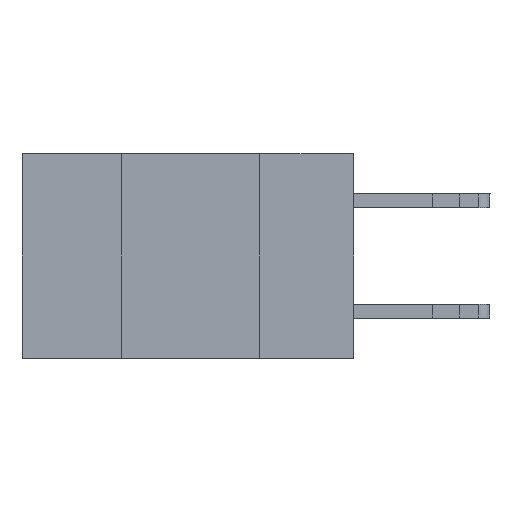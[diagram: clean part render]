
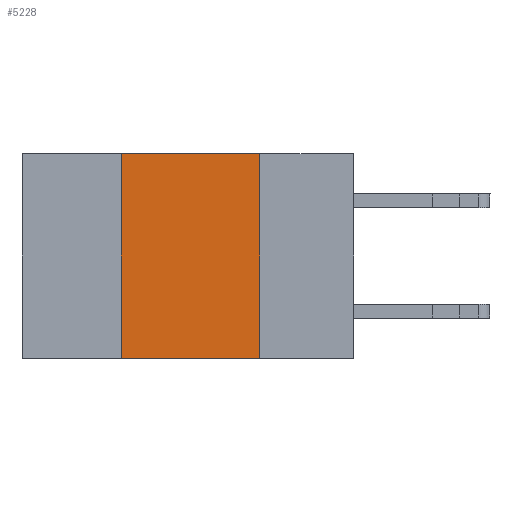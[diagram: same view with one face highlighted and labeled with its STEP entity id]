
A CAD part, left-side view. The second image highlights one B-rep face of the part: STEP entity #5228.
In plain terms, the highlighted planar face has unit normal (-1, 0, 0).
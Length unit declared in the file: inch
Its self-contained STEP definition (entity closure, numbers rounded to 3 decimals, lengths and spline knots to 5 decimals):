
#1316 = CARTESIAN_POINT ( 'NONE',  ( 0., 0.6, -0.37 ) ) ;
#1368 = VECTOR ( 'NONE', #16619, 39.37008 ) ;
#1575 = VERTEX_POINT ( 'NONE', #3014 ) ;
#2650 = EDGE_CURVE ( 'NONE', #6872, #15204, #10931, .T. ) ;
#3014 = CARTESIAN_POINT ( 'NONE',  ( 0., 0.42, 0. ) ) ;
#3126 = EDGE_CURVE ( 'NONE', #1575, #6872, #6697, .T. ) ;
#3392 = FACE_OUTER_BOUND ( 'NONE', #11679, .T. ) ;
#5228 = ADVANCED_FACE ( 'NONE', ( #3392 ), #7152, .F. ) ;
#5775 = CARTESIAN_POINT ( 'NONE',  ( 0., 0.6, 0. ) ) ;
#6697 = LINE ( 'NONE', #5775, #13849 ) ;
#6756 = DIRECTION ( 'NONE',  ( 0., 0., 1. ) ) ;
#6872 = VERTEX_POINT ( 'NONE', #20790 ) ;
#7152 = PLANE ( 'NONE',  #12729 ) ;
#7422 = VECTOR ( 'NONE', #6756, 39.37008 ) ;
#8725 = LINE ( 'NONE', #16918, #7422 ) ;
#8963 = VERTEX_POINT ( 'NONE', #12062 ) ;
#9041 = DIRECTION ( 'NONE',  ( 0., 0., -1. ) ) ;
#10931 = LINE ( 'NONE', #18088, #1368 ) ;
#11083 = ORIENTED_EDGE ( 'NONE', *, *, #2650, .F. ) ;
#11350 = ORIENTED_EDGE ( 'NONE', *, *, #3126, .F. ) ;
#11476 = ORIENTED_EDGE ( 'NONE', *, *, #17511, .F. ) ;
#11679 = EDGE_LOOP ( 'NONE', ( #11083, #11350, #11476, #16822 ) ) ;
#11731 = DIRECTION ( 'NONE',  ( 0., -1., 0. ) ) ;
#12062 = CARTESIAN_POINT ( 'NONE',  ( 0., 0.42, -0.37 ) ) ;
#12490 = VECTOR ( 'NONE', #11731, 39.37008 ) ;
#12729 = AXIS2_PLACEMENT_3D ( 'NONE', #19188, #14032, #9041 ) ;
#13849 = VECTOR ( 'NONE', #21050, 39.37008 ) ;
#14032 = DIRECTION ( 'NONE',  ( 1., 0., 0. ) ) ;
#15204 = VERTEX_POINT ( 'NONE', #18472 ) ;
#16619 = DIRECTION ( 'NONE',  ( 0., 0., -1. ) ) ;
#16822 = ORIENTED_EDGE ( 'NONE', *, *, #17401, .T. ) ;
#16918 = CARTESIAN_POINT ( 'NONE',  ( 0., 0.42, 0. ) ) ;
#17235 = LINE ( 'NONE', #1316, #12490 ) ;
#17401 = EDGE_CURVE ( 'NONE', #8963, #15204, #17235, .T. ) ;
#17511 = EDGE_CURVE ( 'NONE', #8963, #1575, #8725, .T. ) ;
#18088 = CARTESIAN_POINT ( 'NONE',  ( 0., 0.17, 0. ) ) ;
#18472 = CARTESIAN_POINT ( 'NONE',  ( 0., 0.17, -0.37 ) ) ;
#19188 = CARTESIAN_POINT ( 'NONE',  ( 0., 0.6, 0. ) ) ;
#20790 = CARTESIAN_POINT ( 'NONE',  ( 0., 0.17, 0. ) ) ;
#21050 = DIRECTION ( 'NONE',  ( 0., -1., 0. ) ) ;
